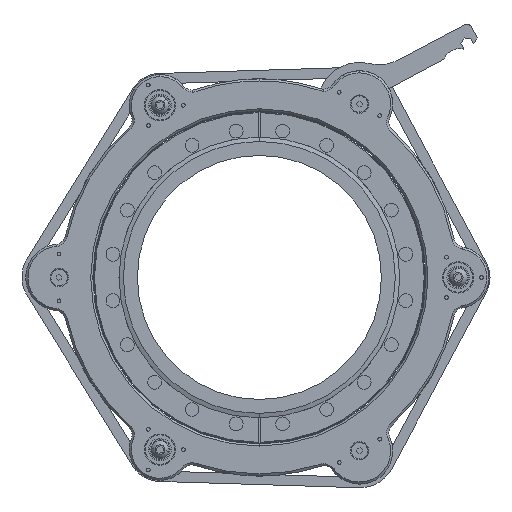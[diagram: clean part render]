
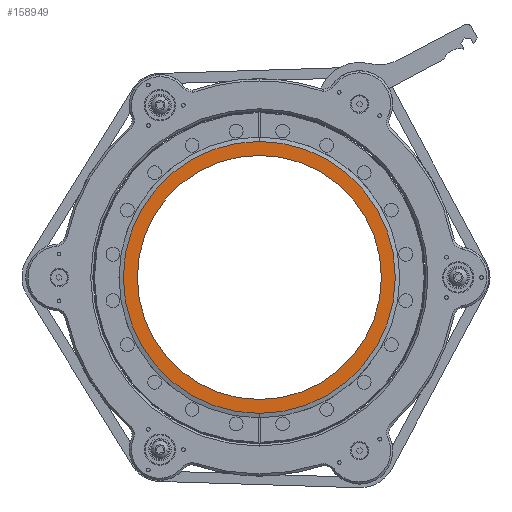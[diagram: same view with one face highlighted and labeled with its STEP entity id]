
A CAD part, front view. The second image highlights one B-rep face of the part: STEP entity #158949.
In plain terms, the highlighted planar face has unit normal (0, -1, 0).
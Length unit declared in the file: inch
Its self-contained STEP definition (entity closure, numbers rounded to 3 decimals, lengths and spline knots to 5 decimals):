
#10595 = VERTEX_POINT ( 'NONE', #85931 ) ;
#12406 = EDGE_CURVE ( 'NONE', #82037, #150155, #97301, .T. ) ;
#12703 = CARTESIAN_POINT ( 'NONE',  ( 0., -0.4165, 0. ) ) ;
#21776 = VERTEX_POINT ( 'NONE', #121420 ) ;
#22043 = ORIENTED_EDGE ( 'NONE', *, *, #12406, .T. ) ;
#24084 = EDGE_LOOP ( 'NONE', ( #115895, #111690 ) ) ;
#25163 = DIRECTION ( 'NONE',  ( 0., 0., 1. ) ) ;
#28884 = CARTESIAN_POINT ( 'NONE',  ( 0., -0.4165, -3.27 ) ) ;
#36768 = CARTESIAN_POINT ( 'NONE',  ( 0., -0.4165, 0. ) ) ;
#38844 = DIRECTION ( 'NONE',  ( 0., -1., 0. ) ) ;
#49155 = DIRECTION ( 'NONE',  ( 0., 0., 1. ) ) ;
#51392 = CARTESIAN_POINT ( 'NONE',  ( 0., -0.4165, 0. ) ) ;
#58456 = AXIS2_PLACEMENT_3D ( 'NONE', #12703, #99190, #25163 ) ;
#59252 = CARTESIAN_POINT ( 'NONE',  ( 0., -0.4165, 0. ) ) ;
#63830 = DIRECTION ( 'NONE',  ( 0., 0., 1. ) ) ;
#68896 = EDGE_LOOP ( 'NONE', ( #99360, #22043 ) ) ;
#71723 = AXIS2_PLACEMENT_3D ( 'NONE', #51392, #137904, #63830 ) ;
#71727 = DIRECTION ( 'NONE',  ( 0., 0., 1. ) ) ;
#75715 = PLANE ( 'NONE',  #71723 ) ;
#76646 = AXIS2_PLACEMENT_3D ( 'NONE', #59252, #145755, #71727 ) ;
#78335 = CIRCLE ( 'NONE', #76646, 2.935 ) ;
#82037 = VERTEX_POINT ( 'NONE', #28884 ) ;
#85931 = CARTESIAN_POINT ( 'NONE',  ( 0., -0.4165, 2.935 ) ) ;
#97301 = CIRCLE ( 'NONE', #58456, 3.27 ) ;
#99190 = DIRECTION ( 'NONE',  ( 0., -1., 0. ) ) ;
#99360 = ORIENTED_EDGE ( 'NONE', *, *, #116103, .T. ) ;
#104668 = AXIS2_PLACEMENT_3D ( 'NONE', #36768, #123247, #49155 ) ;
#107603 = CARTESIAN_POINT ( 'NONE',  ( 0., -0.4165, 3.27 ) ) ;
#109413 = EDGE_CURVE ( 'NONE', #10595, #21776, #78335, .T. ) ;
#111690 = ORIENTED_EDGE ( 'NONE', *, *, #157868, .F. ) ;
#112914 = CARTESIAN_POINT ( 'NONE',  ( 0., -0.4165, 0. ) ) ;
#114802 = FACE_BOUND ( 'NONE', #24084, .T. ) ;
#115895 = ORIENTED_EDGE ( 'NONE', *, *, #109413, .F. ) ;
#116103 = EDGE_CURVE ( 'NONE', #150155, #82037, #132697, .T. ) ;
#121420 = CARTESIAN_POINT ( 'NONE',  ( 0., -0.4165, -2.935 ) ) ;
#123247 = DIRECTION ( 'NONE',  ( 0., -1., 0. ) ) ;
#125368 = DIRECTION ( 'NONE',  ( 0., 0., 1. ) ) ;
#132697 = CIRCLE ( 'NONE', #133442, 3.27 ) ;
#132863 = CIRCLE ( 'NONE', #104668, 2.935 ) ;
#133442 = AXIS2_PLACEMENT_3D ( 'NONE', #112914, #38844, #125368 ) ;
#137904 = DIRECTION ( 'NONE',  ( 0., -1., 0. ) ) ;
#143772 = FACE_OUTER_BOUND ( 'NONE', #68896, .T. ) ;
#145755 = DIRECTION ( 'NONE',  ( 0., -1., 0. ) ) ;
#150155 = VERTEX_POINT ( 'NONE', #107603 ) ;
#157868 = EDGE_CURVE ( 'NONE', #21776, #10595, #132863, .T. ) ;
#158949 = ADVANCED_FACE ( 'NONE', ( #114802, #143772 ), #75715, .T. ) ;
